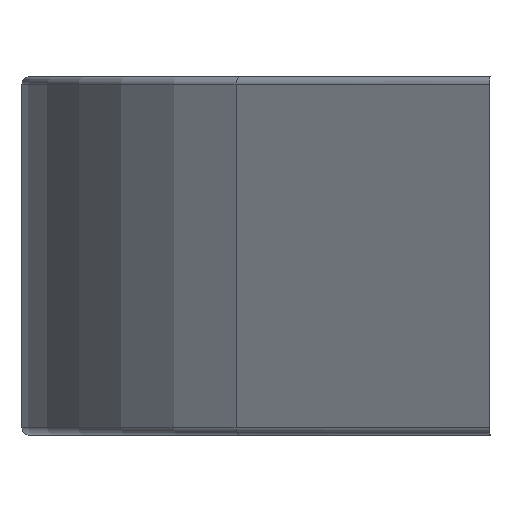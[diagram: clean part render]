
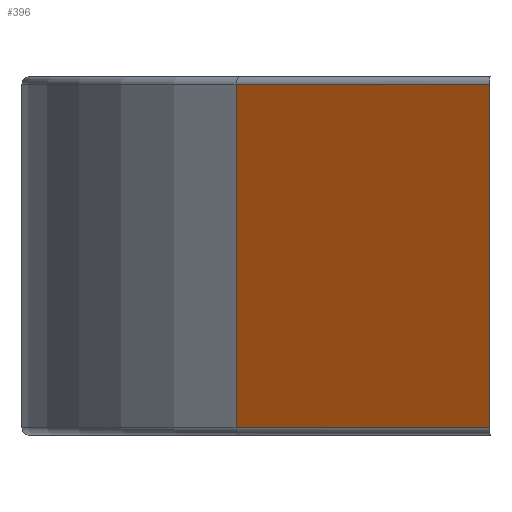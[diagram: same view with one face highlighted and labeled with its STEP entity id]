
A CAD part, left-side view. The second image highlights one B-rep face of the part: STEP entity #396.
In plain terms, the highlighted planar face has unit normal (-0.809, 0.588, 0).
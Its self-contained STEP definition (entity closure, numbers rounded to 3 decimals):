
#72 = AXIS2_PLACEMENT_3D ( 'NONE', #1209, #288, #419 ) ;
#77 = EDGE_CURVE ( 'NONE', #1144, #1283, #1072, .T. ) ;
#123 = LINE ( 'NONE', #229, #654 ) ;
#129 = DIRECTION ( 'NONE',  ( 0.588, 0.809, 0. ) ) ;
#211 = ORIENTED_EDGE ( 'NONE', *, *, #1171, .F. ) ;
#229 = CARTESIAN_POINT ( 'NONE',  ( -92.883, 17.366, 11.75 ) ) ;
#233 = ORIENTED_EDGE ( 'NONE', *, *, #536, .F. ) ;
#264 = ORIENTED_EDGE ( 'NONE', *, *, #77, .T. ) ;
#288 = DIRECTION ( 'NONE',  ( -0.809, 0.588, 0. ) ) ;
#321 = EDGE_CURVE ( 'NONE', #1283, #795, #709, .T. ) ;
#382 = CARTESIAN_POINT ( 'NONE',  ( -105.5, 0., 11.75 ) ) ;
#396 = ADVANCED_FACE ( 'NONE', ( #872 ), #742, .T. ) ;
#419 = DIRECTION ( 'NONE',  ( -0.588, -0.809, 0. ) ) ;
#426 = VECTOR ( 'NONE', #501, 1000. ) ;
#501 = DIRECTION ( 'NONE',  ( 0., 0., 1. ) ) ;
#536 = EDGE_CURVE ( 'NONE', #572, #795, #123, .T. ) ;
#572 = VERTEX_POINT ( 'NONE', #777 ) ;
#654 = VECTOR ( 'NONE', #1021, 1000. ) ;
#683 = CARTESIAN_POINT ( 'NONE',  ( -105.5, 0., -11.75 ) ) ;
#708 = CARTESIAN_POINT ( 'NONE',  ( -92.883, 17.366, 11.75 ) ) ;
#709 = LINE ( 'NONE', #382, #960 ) ;
#742 = PLANE ( 'NONE',  #72 ) ;
#777 = CARTESIAN_POINT ( 'NONE',  ( -92.883, 17.366, -11.75 ) ) ;
#795 = VERTEX_POINT ( 'NONE', #708 ) ;
#800 = EDGE_LOOP ( 'NONE', ( #1011, #233, #211, #264 ) ) ;
#872 = FACE_OUTER_BOUND ( 'NONE', #800, .T. ) ;
#890 = DIRECTION ( 'NONE',  ( 0.588, 0.809, 0. ) ) ;
#902 = CARTESIAN_POINT ( 'NONE',  ( -105.5, 0., -11.75 ) ) ;
#905 = CARTESIAN_POINT ( 'NONE',  ( -105.5, 0., 11.75 ) ) ;
#960 = VECTOR ( 'NONE', #129, 1000. ) ;
#1011 = ORIENTED_EDGE ( 'NONE', *, *, #321, .T. ) ;
#1021 = DIRECTION ( 'NONE',  ( 0., 0., 1. ) ) ;
#1072 = LINE ( 'NONE', #1383, #426 ) ;
#1125 = LINE ( 'NONE', #683, #1187 ) ;
#1144 = VERTEX_POINT ( 'NONE', #902 ) ;
#1171 = EDGE_CURVE ( 'NONE', #1144, #572, #1125, .T. ) ;
#1187 = VECTOR ( 'NONE', #890, 1000. ) ;
#1209 = CARTESIAN_POINT ( 'NONE',  ( -105.5, 0., 11.75 ) ) ;
#1283 = VERTEX_POINT ( 'NONE', #905 ) ;
#1383 = CARTESIAN_POINT ( 'NONE',  ( -105.5, 0., 11.75 ) ) ;
